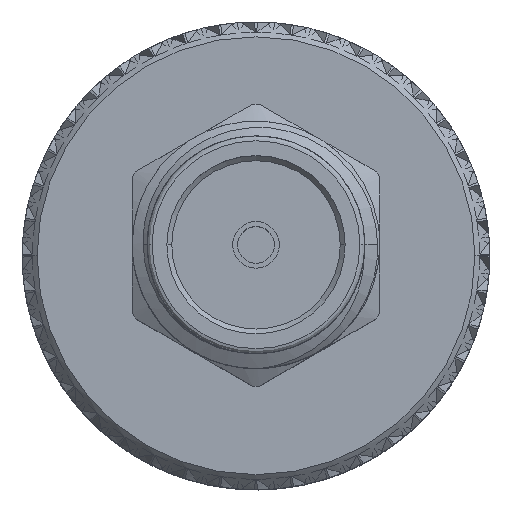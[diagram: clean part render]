
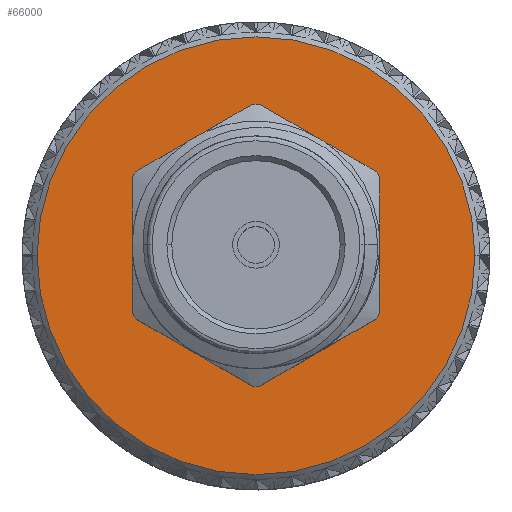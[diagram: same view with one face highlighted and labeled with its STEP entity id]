
A CAD part, top view. The second image highlights one B-rep face of the part: STEP entity #66000.
In plain terms, the highlighted face is planar.
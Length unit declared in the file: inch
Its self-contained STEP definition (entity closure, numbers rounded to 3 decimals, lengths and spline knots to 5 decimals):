
#2138 = CARTESIAN_POINT ( 'NONE',  ( 0.719, 0., 0. ) ) ;
#3286 = PLANE ( 'NONE',  #6477 ) ;
#6477 = AXIS2_PLACEMENT_3D ( 'NONE', #46097, #30095, #66892 ) ;
#6998 = CARTESIAN_POINT ( 'NONE',  ( 0.719, 0., -0.073 ) ) ;
#9277 = ORIENTED_EDGE ( 'NONE', *, *, #10650, .T. ) ;
#10650 = EDGE_CURVE ( 'NONE', #58212, #27177, #57894, .T. ) ;
#12484 = DIRECTION ( 'NONE',  ( 1., 0., 0. ) ) ;
#13467 = EDGE_CURVE ( 'NONE', #65822, #32705, #20992, .T. ) ;
#16566 = DIRECTION ( 'NONE',  ( 0., 0., 1. ) ) ;
#19264 = AXIS2_PLACEMENT_3D ( 'NONE', #47924, #58706, #16566 ) ;
#20652 = CIRCLE ( 'NONE', #62110, 0.073 ) ;
#20992 = CIRCLE ( 'NONE', #19264, 0.073 ) ;
#21028 = AXIS2_PLACEMENT_3D ( 'NONE', #2138, #12484, #49106 ) ;
#21181 = DIRECTION ( 'NONE',  ( 1., 0., 0. ) ) ;
#23128 = EDGE_CURVE ( 'NONE', #27177, #58212, #30409, .T. ) ;
#26218 = CARTESIAN_POINT ( 'NONE',  ( 0.719, 0., 0.221 ) ) ;
#27177 = VERTEX_POINT ( 'NONE', #26218 ) ;
#27235 = FACE_OUTER_BOUND ( 'NONE', #47686, .T. ) ;
#30095 = DIRECTION ( 'NONE',  ( 1., 0., 0. ) ) ;
#30409 = CIRCLE ( 'NONE', #21028, 0.221 ) ;
#31196 = DIRECTION ( 'NONE',  ( 0., 0., -1. ) ) ;
#32705 = VERTEX_POINT ( 'NONE', #65327 ) ;
#33877 = ORIENTED_EDGE ( 'NONE', *, *, #13467, .T. ) ;
#41073 = FACE_BOUND ( 'NONE', #67397, .T. ) ;
#46097 = CARTESIAN_POINT ( 'NONE',  ( 0.719, 0., 0. ) ) ;
#46253 = AXIS2_PLACEMENT_3D ( 'NONE', #63219, #21181, #31196 ) ;
#47686 = EDGE_LOOP ( 'NONE', ( #51287, #9277 ) ) ;
#47924 = CARTESIAN_POINT ( 'NONE',  ( 0.719, 0., 0. ) ) ;
#49106 = DIRECTION ( 'NONE',  ( 0., 0., -1. ) ) ;
#51009 = ORIENTED_EDGE ( 'NONE', *, *, #65527, .T. ) ;
#51287 = ORIENTED_EDGE ( 'NONE', *, *, #23128, .T. ) ;
#55130 = CARTESIAN_POINT ( 'NONE',  ( 0.719, 0., 0. ) ) ;
#56149 = CARTESIAN_POINT ( 'NONE',  ( 0.719, 0., -0.221 ) ) ;
#57894 = CIRCLE ( 'NONE', #46253, 0.221 ) ;
#58212 = VERTEX_POINT ( 'NONE', #56149 ) ;
#58706 = DIRECTION ( 'NONE',  ( -1., 0., 0. ) ) ;
#59302 = DIRECTION ( 'NONE',  ( 0., 0., 1. ) ) ;
#62110 = AXIS2_PLACEMENT_3D ( 'NONE', #55130, #64737, #59302 ) ;
#63219 = CARTESIAN_POINT ( 'NONE',  ( 0.719, 0., 0. ) ) ;
#64737 = DIRECTION ( 'NONE',  ( -1., 0., 0. ) ) ;
#65327 = CARTESIAN_POINT ( 'NONE',  ( 0.719, 0., 0.073 ) ) ;
#65527 = EDGE_CURVE ( 'NONE', #32705, #65822, #20652, .T. ) ;
#65822 = VERTEX_POINT ( 'NONE', #6998 ) ;
#66000 = ADVANCED_FACE ( 'NONE', ( #41073, #27235 ), #3286, .T. ) ;
#66892 = DIRECTION ( 'NONE',  ( 0., 0., -1. ) ) ;
#67397 = EDGE_LOOP ( 'NONE', ( #51009, #33877 ) ) ;
